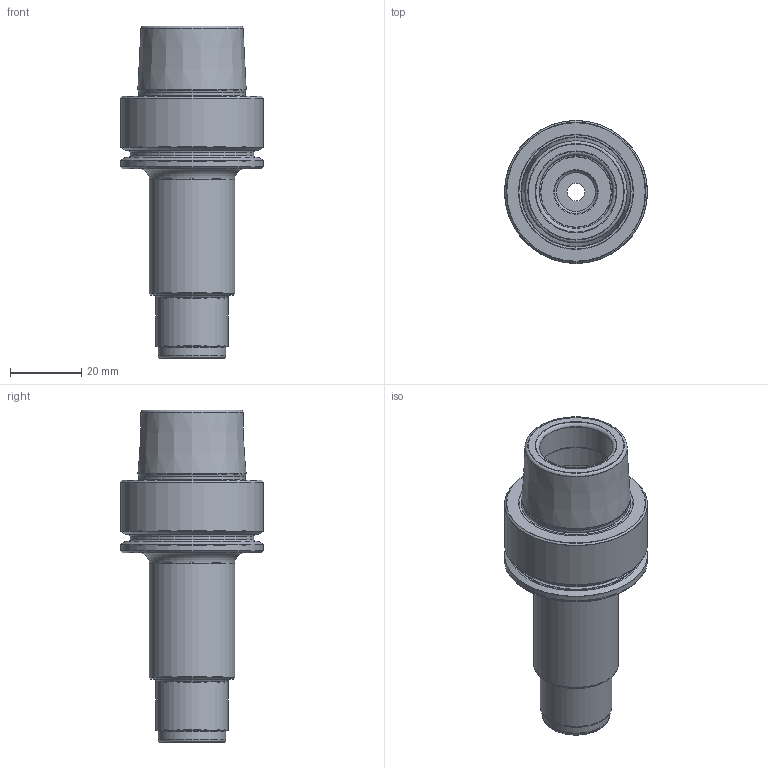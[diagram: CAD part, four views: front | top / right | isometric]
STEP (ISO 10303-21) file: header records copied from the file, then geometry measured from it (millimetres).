
FILE_DESCRIPTION(/* description */ (''),/* implementation_level */ '2;1');
FILE_NAME(/* name */ '554011648.stp',/* time_stamp */ '2021-06-01T08:14:42',/* author */ ('LRA'),/* organization */ ('REGO-FIX'),/* preprocessor_version */ ' Unknown',/* originating_system */ 'SIEMENS PLM Software Solid Edge ST10',/* authorization */ 'Unknown');
FILE_SCHEMA (('AUTOMOTIVE_DESIGN { 1 0 10303 214 2 1 1}'));
Length unit declared in the file: millimetre
Products named in the file (1): NOCUT
Bounding box: 40.3 x 40.3 x 93.5 mm (x, y, z)
Volume: 83480.3 mm3; surface area: 30099.4 mm2
Topology: 2 solids, 2 shells, 101 faces, 195 edges, 112 vertices
Faces by surface type: cylinder 29, cone 28, torus 26, plane 18
Full cylindrical faces by diameter (mm): 5 x2, 10.5 x2, 10.917 x2, 13 x2, 18.7 x1, 19 x1, 20 x2, 20.3 x1, 20.7 x2, 21 x2, 23.8 x1, 24.1 x1, 25.5 x2, 29.909 x1, 30.11 x1, 34.8 x2, 40 x2, 40.3 x2
Entity records: 2777 total; most frequent: DIRECTION 412, CARTESIAN_POINT 307, AXIS2_PLACEMENT_3D 206, ORIENTED_EDGE 202, EDGE_LOOP 202, FACE_BOUND 202, EDGE_CURVE 101, VERTEX_POINT 101
